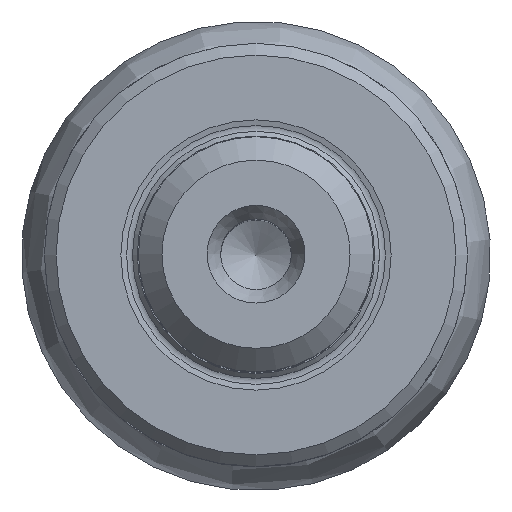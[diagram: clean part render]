
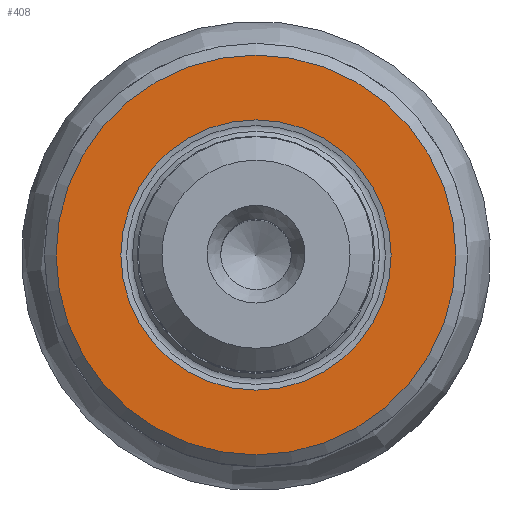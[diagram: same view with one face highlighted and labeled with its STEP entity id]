
A CAD part, top view. The second image highlights one B-rep face of the part: STEP entity #408.
In plain terms, the highlighted planar face has unit normal (0, 0, 1).
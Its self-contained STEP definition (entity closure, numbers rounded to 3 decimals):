
#340=PLANE('',#799);
#377=FACE_BOUND('',#478,.T.);
#378=FACE_BOUND('',#479,.T.);
#408=ADVANCED_FACE('',(#377,#378),#340,.T.);
#478=EDGE_LOOP('',(#572));
#479=EDGE_LOOP('',(#573));
#572=ORIENTED_EDGE('',*,*,#714,.T.);
#573=ORIENTED_EDGE('',*,*,#683,.F.);
#637=VERTEX_POINT('',#1019);
#664=VERTEX_POINT('',#1243);
#683=EDGE_CURVE('',#637,#637,#737,.T.);
#714=EDGE_CURVE('',#664,#664,#750,.T.);
#737=CIRCLE('',#776,5.746);
#750=CIRCLE('',#798,8.5);
#776=AXIS2_PLACEMENT_3D('',#1018,#862,#863);
#798=AXIS2_PLACEMENT_3D('',#1242,#914,#915);
#799=AXIS2_PLACEMENT_3D('',#1244,#916,#917);
#862=DIRECTION('',(0.,0.,1.));
#863=DIRECTION('',(1.,0.,0.));
#914=DIRECTION('',(0.,0.,1.));
#915=DIRECTION('',(1.,0.,0.));
#916=DIRECTION('',(0.,0.,1.));
#917=DIRECTION('',(1.,0.,0.));
#1018=CARTESIAN_POINT('',(0.,0.,0.));
#1019=CARTESIAN_POINT('',(5.746,0.,0.));
#1242=CARTESIAN_POINT('',(0.,0.,0.));
#1243=CARTESIAN_POINT('',(8.5,0.,0.));
#1244=CARTESIAN_POINT('',(0.,0.,0.));
